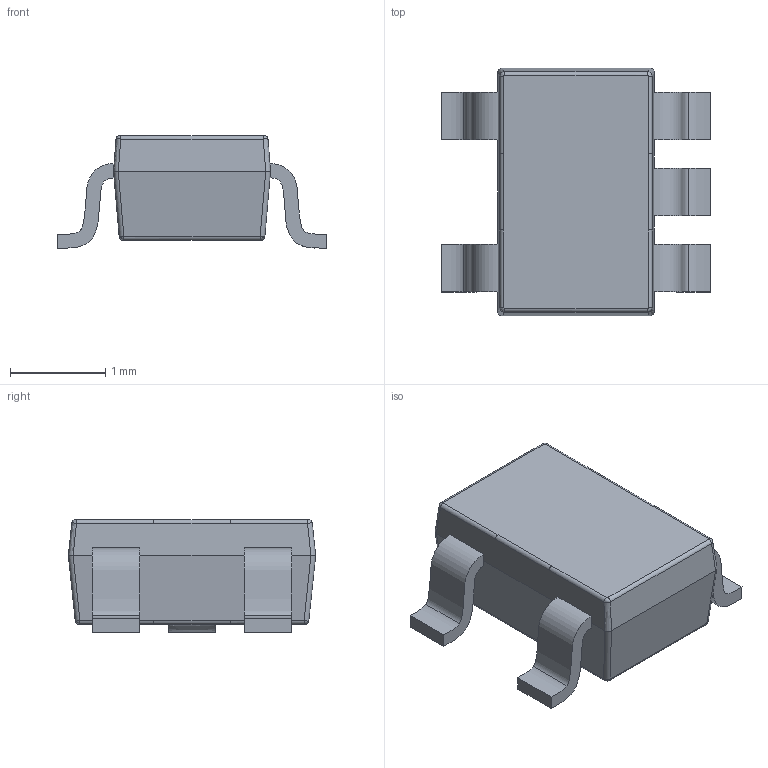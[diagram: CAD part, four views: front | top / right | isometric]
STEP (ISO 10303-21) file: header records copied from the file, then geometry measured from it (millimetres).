
FILE_DESCRIPTION (( 'STEP AP214' ), '1' );
FILE_NAME ('SOT23-5_small.STEP', '2023-05-22T10:20:01', ( '' ), ( '' ), 'SwSTEP 2.0', 'SolidWorks 2019', '' );
FILE_SCHEMA (( 'AUTOMOTIVE_DESIGN' ));
Length unit declared in the file: millimetre
Products named in the file (1): SOT23-5_small
Bounding box: 2.84 x 2.6 x 1.18 mm (x, y, z)
Volume: 4.9 mm3; surface area: 23.9 mm2
Topology: 1 solids, 1 shells, 72 faces, 190 edges, 120 vertices
Faces by surface type: bspline 52, plane 20
Entity records: 3871 total; most frequent: CARTESIAN_POINT 2601, ORIENTED_EDGE 380, EDGE_CURVE 190, B_SPLINE_CURVE_WITH_KNOTS 133, VERTEX_POINT 120, ADVANCED_FACE 72, FACE_OUTER_BOUND 72, DIRECTION 72
